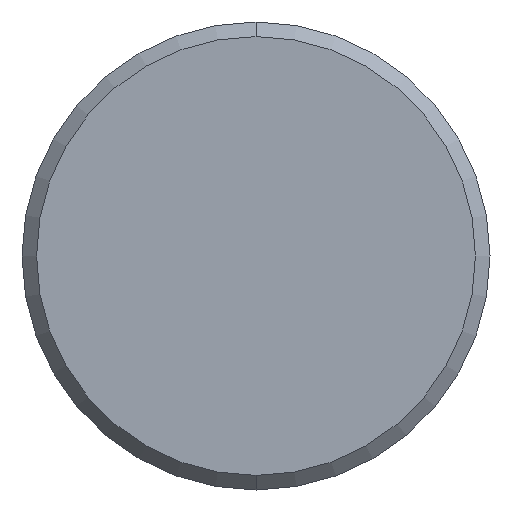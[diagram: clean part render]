
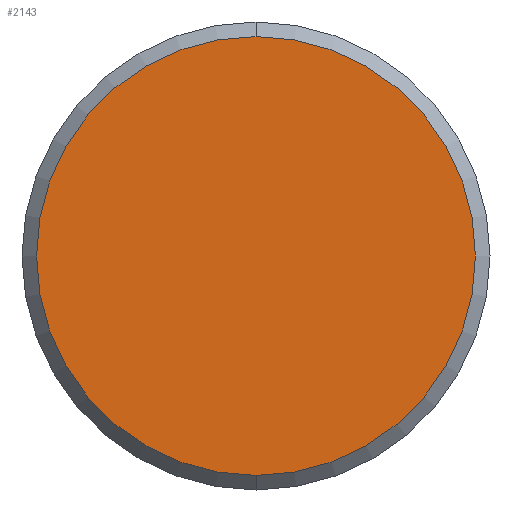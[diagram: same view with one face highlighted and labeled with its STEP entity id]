
A CAD part, left-side view. The second image highlights one B-rep face of the part: STEP entity #2143.
In plain terms, the highlighted planar face has unit normal (-1, 0, 0).
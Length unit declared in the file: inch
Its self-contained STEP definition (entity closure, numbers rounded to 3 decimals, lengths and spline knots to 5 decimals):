
#4 = AXIS2_PLACEMENT_3D ( 'NONE', #1488, #1475, #1647 ) ;
#44 = CARTESIAN_POINT ( 'NONE',  ( -0.21055, 0.72126, 0.80821 ) ) ;
#47 = CARTESIAN_POINT ( 'NONE',  ( -0.21055, 0.72126, 0.80821 ) ) ;
#166 = AXIS2_PLACEMENT_3D ( 'NONE', #47, #773, #1703 ) ;
#215 = PLANE ( 'NONE',  #4 ) ;
#462 = ORIENTED_EDGE ( 'NONE', *, *, #1402, .T. ) ;
#729 = FACE_OUTER_BOUND ( 'NONE', #1410, .T. ) ;
#770 = CIRCLE ( 'NONE', #1082, 0.364 ) ;
#773 = DIRECTION ( 'NONE',  ( -1., 0., 0. ) ) ;
#1039 = ORIENTED_EDGE ( 'NONE', *, *, #1601, .T. ) ;
#1082 = AXIS2_PLACEMENT_3D ( 'NONE', #44, #1494, #1508 ) ;
#1180 = VERTEX_POINT ( 'NONE', #1793 ) ;
#1231 = CIRCLE ( 'NONE', #166, 0.364 ) ;
#1312 = VERTEX_POINT ( 'NONE', #2239 ) ;
#1402 = EDGE_CURVE ( 'NONE', #1180, #1312, #1231, .T. ) ;
#1410 = EDGE_LOOP ( 'NONE', ( #462, #1039 ) ) ;
#1475 = DIRECTION ( 'NONE',  ( -1., 0., 0. ) ) ;
#1488 = CARTESIAN_POINT ( 'NONE',  ( -0.21055, 1.11526, 0.80821 ) ) ;
#1494 = DIRECTION ( 'NONE',  ( -1., 0., 0. ) ) ;
#1508 = DIRECTION ( 'NONE',  ( 0., 0., 1. ) ) ;
#1601 = EDGE_CURVE ( 'NONE', #1312, #1180, #770, .T. ) ;
#1647 = DIRECTION ( 'NONE',  ( 0., 0., 1. ) ) ;
#1703 = DIRECTION ( 'NONE',  ( 0., 0., 1. ) ) ;
#1793 = CARTESIAN_POINT ( 'NONE',  ( -0.21055, 0.72126, 0.44421 ) ) ;
#2143 = ADVANCED_FACE ( 'NONE', ( #729 ), #215, .T. ) ;
#2239 = CARTESIAN_POINT ( 'NONE',  ( -0.21055, 0.72126, 1.17221 ) ) ;
